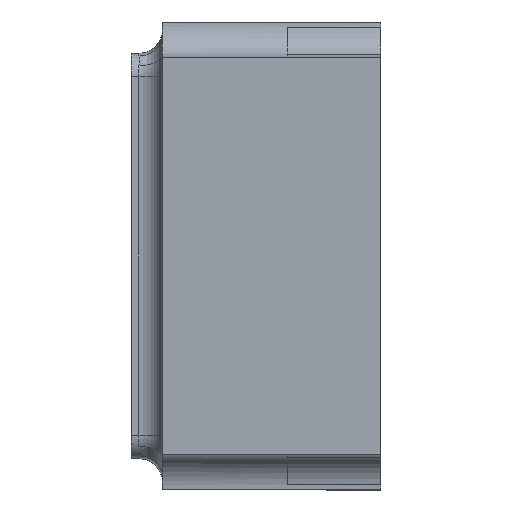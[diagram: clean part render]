
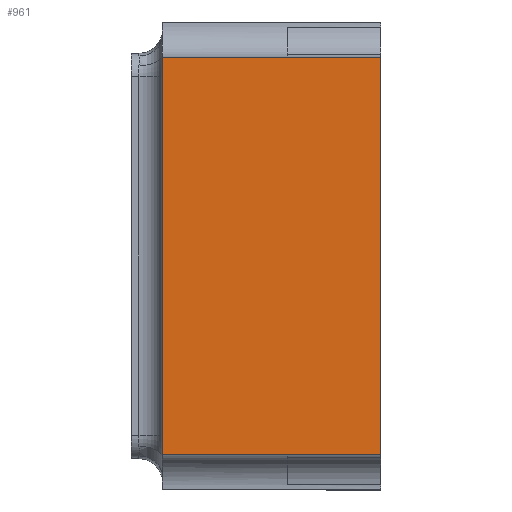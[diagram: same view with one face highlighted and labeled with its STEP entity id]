
A CAD part, left-side view. The second image highlights one B-rep face of the part: STEP entity #961.
In plain terms, the highlighted planar face has unit normal (-1, 0, 0).
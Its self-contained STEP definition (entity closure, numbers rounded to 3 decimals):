
#455 = EDGE_CURVE ( 'NONE', #3352, #2110, #1924, .T. ) ;
#502 = AXIS2_PLACEMENT_3D ( 'NONE', #881, #866, #2219 ) ;
#659 = VECTOR ( 'NONE', #3397, 1000. ) ;
#689 = ORIENTED_EDGE ( 'NONE', *, *, #3192, .T. ) ;
#866 = DIRECTION ( 'NONE',  ( 1., 0., 0. ) ) ;
#881 = CARTESIAN_POINT ( 'NONE',  ( -1.6, 0.8, 0.75 ) ) ;
#961 = ADVANCED_FACE ( 'NONE', ( #1037 ), #2869, .F. ) ;
#1037 = FACE_OUTER_BOUND ( 'NONE', #4173, .T. ) ;
#1350 = LINE ( 'NONE', #2308, #1865 ) ;
#1526 = VECTOR ( 'NONE', #3859, 1000. ) ;
#1587 = LINE ( 'NONE', #4218, #1526 ) ;
#1865 = VECTOR ( 'NONE', #2722, 1000. ) ;
#1924 = LINE ( 'NONE', #2416, #659 ) ;
#2110 = VERTEX_POINT ( 'NONE', #3024 ) ;
#2180 = CARTESIAN_POINT ( 'NONE',  ( -1.6, 0., 0.638 ) ) ;
#2190 = VERTEX_POINT ( 'NONE', #2180 ) ;
#2219 = DIRECTION ( 'NONE',  ( 0., 0., -1. ) ) ;
#2308 = CARTESIAN_POINT ( 'NONE',  ( -1.6, 0., 0.75 ) ) ;
#2374 = DIRECTION ( 'NONE',  ( 0., -1., 0. ) ) ;
#2382 = LINE ( 'NONE', #3412, #2692 ) ;
#2416 = CARTESIAN_POINT ( 'NONE',  ( -1.6, 0.7, 0.75 ) ) ;
#2692 = VECTOR ( 'NONE', #2374, 1000. ) ;
#2722 = DIRECTION ( 'NONE',  ( 0., 0., 1. ) ) ;
#2869 = PLANE ( 'NONE',  #502 ) ;
#2880 = CARTESIAN_POINT ( 'NONE',  ( -1.6, 0.7, -0.637 ) ) ;
#3024 = CARTESIAN_POINT ( 'NONE',  ( -1.6, 0.7, 0.638 ) ) ;
#3192 = EDGE_CURVE ( 'NONE', #2190, #2110, #1587, .T. ) ;
#3214 = ORIENTED_EDGE ( 'NONE', *, *, #4070, .T. ) ;
#3352 = VERTEX_POINT ( 'NONE', #2880 ) ;
#3397 = DIRECTION ( 'NONE',  ( 0., 0., 1. ) ) ;
#3412 = CARTESIAN_POINT ( 'NONE',  ( -1.6, 0., -0.637 ) ) ;
#3673 = CARTESIAN_POINT ( 'NONE',  ( -1.6, 0., -0.637 ) ) ;
#3859 = DIRECTION ( 'NONE',  ( 0., 1., 0. ) ) ;
#3939 = VERTEX_POINT ( 'NONE', #3673 ) ;
#4006 = EDGE_CURVE ( 'NONE', #3939, #2190, #1350, .T. ) ;
#4070 = EDGE_CURVE ( 'NONE', #3352, #3939, #2382, .T. ) ;
#4173 = EDGE_LOOP ( 'NONE', ( #4217, #3214, #4290, #689 ) ) ;
#4217 = ORIENTED_EDGE ( 'NONE', *, *, #455, .F. ) ;
#4218 = CARTESIAN_POINT ( 'NONE',  ( -1.6, 0., 0.638 ) ) ;
#4290 = ORIENTED_EDGE ( 'NONE', *, *, #4006, .T. ) ;
